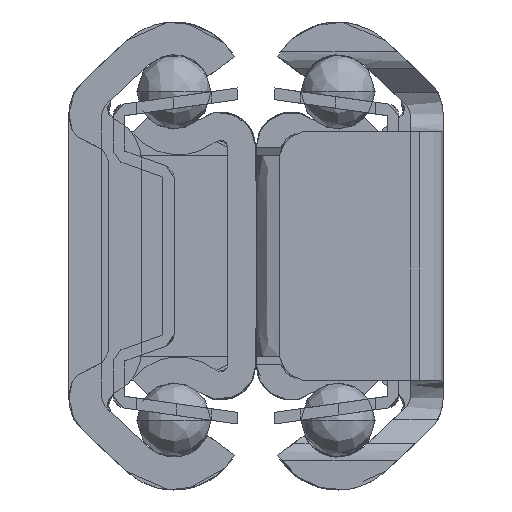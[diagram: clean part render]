
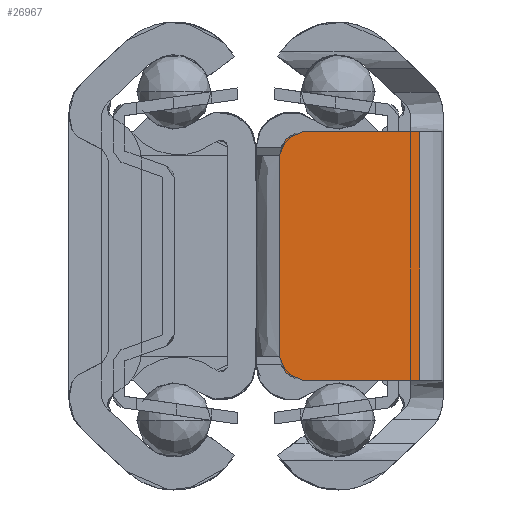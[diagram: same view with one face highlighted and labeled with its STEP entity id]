
A CAD part, left-side view. The second image highlights one B-rep face of the part: STEP entity #26967.
In plain terms, the highlighted free-form (B-spline) face has degree [1, 1] with [2, 2] control points.
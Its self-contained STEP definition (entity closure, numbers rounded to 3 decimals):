
#24790=CARTESIAN_POINT('',(500.0,-1.,5.3));
#24791=VERTEX_POINT('',#24790);
#24807=CARTESIAN_POINT('',(500.0,-1.,-5.3));
#24808=VERTEX_POINT('',#24807);
#24809=CARTESIAN_POINT('',(500.0,-1.,-5.3));
#24810=CARTESIAN_POINT('',(500.0,-1.,5.3));
#24811=QUASI_UNIFORM_CURVE('',1,(#24809,#24810),.UNSPECIFIED.,.F.,.U.);
#24812=EDGE_CURVE('',#24808,#24791,#24811,.T.);
#24943=CARTESIAN_POINT('',(500.0,-7.,-4.3));
#24944=VERTEX_POINT('',#24943);
#24945=CARTESIAN_POINT('',(500.0,-6.0,-5.3));
#24946=VERTEX_POINT('',#24945);
#24947=CARTESIAN_POINT('',(500.0,-7.0,-4.3));
#24948=CARTESIAN_POINT('',(500.0,-7.,-5.3));
#24949=CARTESIAN_POINT('',(500.0,-6.0,-5.3));
#24957=(BOUNDED_CURVE()B_SPLINE_CURVE(2,(#24947,#24948,#24949),.UNSPECIFIED.,.F.,.U.)CURVE()GEOMETRIC_REPRESENTATION_ITEM()QUASI_UNIFORM_CURVE()RATIONAL_B_SPLINE_CURVE((1.0,0.707,1.0))REPRESENTATION_ITEM(''));
#24958=EDGE_CURVE('',#24944,#24946,#24957,.T.);
#24979=CARTESIAN_POINT('',(500.0,-7.,4.3));
#24980=VERTEX_POINT('',#24979);
#24981=CARTESIAN_POINT('',(500.0,-7.,4.3));
#24982=CARTESIAN_POINT('',(500.0,-7.,-4.3));
#24983=QUASI_UNIFORM_CURVE('',1,(#24981,#24982),.UNSPECIFIED.,.F.,.U.);
#24984=EDGE_CURVE('',#24980,#24944,#24983,.T.);
#25010=CARTESIAN_POINT('',(500.0,-6.0,5.3));
#25011=VERTEX_POINT('',#25010);
#25012=CARTESIAN_POINT('',(500.0,-6.0,5.3));
#25013=CARTESIAN_POINT('',(500.0,-7.,5.3));
#25014=CARTESIAN_POINT('',(500.0,-7.0,4.3));
#25022=(BOUNDED_CURVE()B_SPLINE_CURVE(2,(#25012,#25013,#25014),.UNSPECIFIED.,.F.,.U.)CURVE()GEOMETRIC_REPRESENTATION_ITEM()QUASI_UNIFORM_CURVE()RATIONAL_B_SPLINE_CURVE((1.0,0.707,1.0))REPRESENTATION_ITEM(''));
#25023=EDGE_CURVE('',#25011,#24980,#25022,.T.);
#25040=CARTESIAN_POINT('',(500.0,-1.,5.3));
#25041=CARTESIAN_POINT('',(500.0,-6.0,5.3));
#25042=QUASI_UNIFORM_CURVE('',1,(#25040,#25041),.UNSPECIFIED.,.F.,.U.);
#25043=EDGE_CURVE('',#24791,#25011,#25042,.T.);
#25563=CARTESIAN_POINT('',(500.0,-1.,-5.3));
#25564=CARTESIAN_POINT('',(500.0,-6.0,-5.3));
#25565=QUASI_UNIFORM_CURVE('',1,(#25563,#25564),.UNSPECIFIED.,.F.,.U.);
#25566=EDGE_CURVE('',#24808,#24946,#25565,.T.);
#26954=CARTESIAN_POINT('',(500.0,-7.3,5.829));
#26955=CARTESIAN_POINT('',(500.0,-0.7,5.829));
#26956=CARTESIAN_POINT('',(500.0,-7.3,-5.829));
#26957=CARTESIAN_POINT('',(500.0,-0.7,-5.829));
#26958=B_SPLINE_SURFACE_WITH_KNOTS('',1,1,((#26954,#26956),(#26955,#26957)),.UNSPECIFIED.,.F.,.F.,.U.,(2,2),(2,2),(0.0,6.599),(0.0,11.659),.UNSPECIFIED.);
#26959=ORIENTED_EDGE('',*,*,#25566,.F.);
#26960=ORIENTED_EDGE('',*,*,#24812,.T.);
#26961=ORIENTED_EDGE('',*,*,#25043,.T.);
#26962=ORIENTED_EDGE('',*,*,#25023,.T.);
#26963=ORIENTED_EDGE('',*,*,#24984,.T.);
#26964=ORIENTED_EDGE('',*,*,#24958,.T.);
#26965=EDGE_LOOP('',(#26959,#26960,#26961,#26962,#26963,#26964));
#26966=FACE_OUTER_BOUND('',#26965,.T.);
#26967=ADVANCED_FACE('',(#26966),#26958,.F.);
